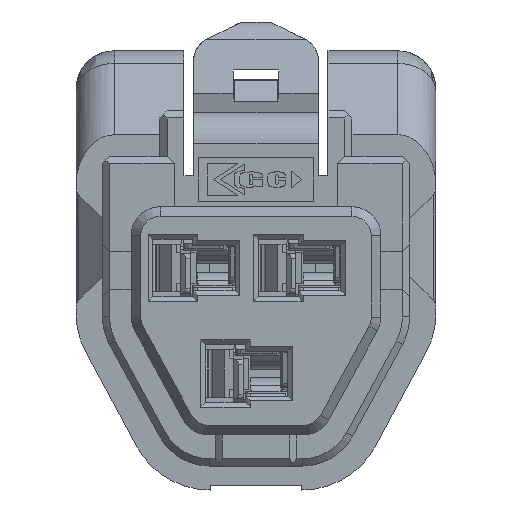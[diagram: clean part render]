
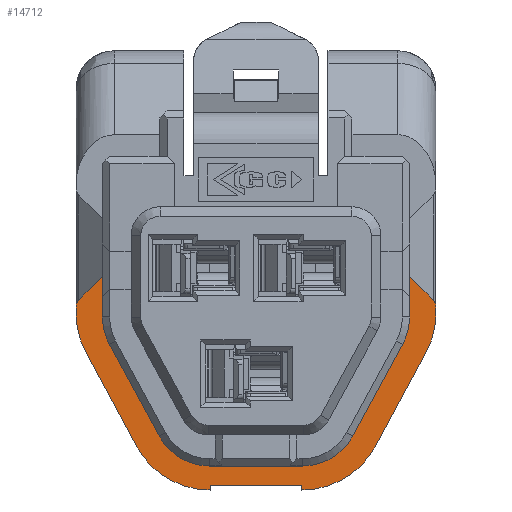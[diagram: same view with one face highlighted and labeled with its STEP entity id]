
A CAD part, front view. The second image highlights one B-rep face of the part: STEP entity #14712.
In plain terms, the highlighted planar face has unit normal (0, -1, 0).
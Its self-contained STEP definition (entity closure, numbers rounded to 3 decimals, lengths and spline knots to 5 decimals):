
#1843=DIRECTION('',(-0.707,0.,0.707));
#1844=VECTOR('',#1843,0.02736);
#1845=CARTESIAN_POINT('',(-10.81561,-1.18893,
2.1703));
#1846=LINE('',#1845,#1844);
#1858=DIRECTION('',(0.,0.,1.));
#1859=VECTOR('',#1858,0.00394);
#1860=CARTESIAN_POINT('',(-10.92335,-1.18893,
2.01457));
#1861=LINE('',#1860,#1859);
#1862=DIRECTION('',(-1.,0.,0.));
#1863=VECTOR('',#1862,0.07518);
#1864=CARTESIAN_POINT('',(-10.92335,-1.18893,
2.0185));
#1865=LINE('',#1864,#1863);
#1866=DIRECTION('',(0.,0.,1.));
#1867=VECTOR('',#1866,0.00394);
#1868=CARTESIAN_POINT('',(-10.99853,-1.18893,
2.01457));
#1869=LINE('',#1868,#1867);
#1870=CARTESIAN_POINT('',(-10.99853,-1.18893,
2.08346));
#1871=DIRECTION('',(0.,-1.,0.));
#1872=DIRECTION('',(-0.88,0.,-0.474));
#1873=AXIS2_PLACEMENT_3D('',#1870,#1871,#1872);
#1875=CARTESIAN_POINT('',(-11.03968,-1.18893,
2.15989));
#1876=DIRECTION('',(0.,-1.,0.));
#1877=DIRECTION('',(-1.,0.,0.));
#1878=AXIS2_PLACEMENT_3D('',#1875,#1876,#1877);
#1880=CARTESIAN_POINT('',(-11.1007,-1.18893,
2.16474));
#1881=DIRECTION('',(0.,-1.,0.));
#1882=DIRECTION('',(-0.707,0.,0.707));
#1883=AXIS2_PLACEMENT_3D('',#1880,#1881,#1882);
#1885=DIRECTION('',(0.,0.,-1.));
#1886=VECTOR('',#1885,0.03317);
#1887=CARTESIAN_POINT('',(-11.08692,-1.18893,
2.18965));
#1888=LINE('',#1887,#1886);
#1889=CARTESIAN_POINT('',(-11.03968,-1.18893,
2.15648));
#1890=DIRECTION('',(0.,1.,0.));
#1891=DIRECTION('',(-0.879,0.,-0.477));
#1892=AXIS2_PLACEMENT_3D('',#1889,#1890,#1891);
#1894=DIRECTION('',(-0.477,0.,0.879));
#1895=VECTOR('',#1894,0.08533);
#1896=CARTESIAN_POINT('',(-11.04049,-1.18893,
2.05896));
#1897=LINE('',#1896,#1895);
#1898=CARTESIAN_POINT('',(-10.99897,-1.18893,
2.0815));
#1899=DIRECTION('',(0.,1.,0.));
#1900=DIRECTION('',(0.,0.,-1.));
#1901=AXIS2_PLACEMENT_3D('',#1898,#1899,#1900);
#1903=CARTESIAN_POINT('',(-10.92291,-1.18893,
2.0815));
#1904=DIRECTION('',(0.,1.,0.));
#1905=DIRECTION('',(0.879,0.,-0.477));
#1906=AXIS2_PLACEMENT_3D('',#1903,#1904,#1905);
#1908=DIRECTION('',(-0.477,0.,-0.879));
#1909=VECTOR('',#1908,0.08533);
#1910=CARTESIAN_POINT('',(-10.84068,-1.18893,
2.13394));
#1911=LINE('',#1910,#1909);
#1912=CARTESIAN_POINT('',(-10.8822,-1.18893,
2.15648));
#1913=DIRECTION('',(0.,1.,0.));
#1914=DIRECTION('',(1.,0.,0.));
#1915=AXIS2_PLACEMENT_3D('',#1912,#1913,#1914);
#1917=DIRECTION('',(0.,0.,1.));
#1918=VECTOR('',#1917,0.03317);
#1919=CARTESIAN_POINT('',(-10.83495,-1.18893,
2.15648));
#1920=LINE('',#1919,#1918);
#1921=CARTESIAN_POINT('',(-10.82117,-1.18893,
2.16474));
#1922=DIRECTION('',(0.,-1.,0.));
#1923=DIRECTION('',(1.,0.,0.));
#1924=AXIS2_PLACEMENT_3D('',#1921,#1922,#1923);
#1926=DIRECTION('',(0.,0.,-1.));
#1927=VECTOR('',#1926,0.00485);
#1928=CARTESIAN_POINT('',(-10.8133,-1.18893,
2.16474));
#1929=LINE('',#1928,#1927);
#1930=CARTESIAN_POINT('',(-10.8822,-1.18893,
2.15989));
#1931=DIRECTION('',(0.,-1.,0.));
#1932=DIRECTION('',(0.88,0.,-0.474));
#1933=AXIS2_PLACEMENT_3D('',#1930,#1931,#1932);
#1935=DIRECTION('',(-0.474,0.,-0.88));
#1936=VECTOR('',#1935,0.0868);
#1937=CARTESIAN_POINT('',(-10.82154,-1.18893,
2.12723));
#1938=LINE('',#1937,#1936);
#1939=CARTESIAN_POINT('',(-10.92335,-1.18893,
2.08346));
#1940=DIRECTION('',(0.,-1.,0.));
#1941=DIRECTION('',(0.,0.,-1.));
#1942=AXIS2_PLACEMENT_3D('',#1939,#1940,#1941);
#6560=DIRECTION('',(1.,0.,0.));
#6561=VECTOR('',#6560,0.07606);
#6562=CARTESIAN_POINT('',(-10.99897,-1.18893,
2.03425));
#6563=LINE('',#6562,#6561);
#6731=DIRECTION('',(-0.707,0.,-0.707));
#6732=VECTOR('',#6731,0.02736);
#6733=CARTESIAN_POINT('',(-11.08692,-1.18893,
2.18965));
#6734=LINE('',#6733,#6732);
#6767=DIRECTION('',(0.,0.,-1.));
#6768=VECTOR('',#6767,0.00485);
#6769=CARTESIAN_POINT('',(-11.10858,-1.18893,
2.16474));
#6770=LINE('',#6769,#6768);
#6798=DIRECTION('',(0.474,0.,-0.88));
#6799=VECTOR('',#6798,0.0868);
#6800=CARTESIAN_POINT('',(-11.10034,-1.18893,
2.12723));
#6801=LINE('',#6800,#6799);
#8669=CARTESIAN_POINT('',(-11.0812,-1.18893,
2.13394));
#8670=CARTESIAN_POINT('',(-11.08692,-1.18893,
2.15648));
#8671=VERTEX_POINT('',#8669);
#8672=VERTEX_POINT('',#8670);
#8673=CARTESIAN_POINT('',(-11.04049,-1.18893,
2.05896));
#8674=VERTEX_POINT('',#8673);
#8675=CARTESIAN_POINT('',(-10.99897,-1.18893,
2.03425));
#8676=VERTEX_POINT('',#8675);
#8677=CARTESIAN_POINT('',(-10.92291,-1.18893,
2.03425));
#8678=VERTEX_POINT('',#8677);
#8679=CARTESIAN_POINT('',(-10.88139,-1.18893,
2.05896));
#8680=VERTEX_POINT('',#8679);
#8681=CARTESIAN_POINT('',(-10.84068,-1.18893,
2.13394));
#8682=VERTEX_POINT('',#8681);
#8683=CARTESIAN_POINT('',(-10.83495,-1.18893,
2.15648));
#8684=VERTEX_POINT('',#8683);
#9580=CARTESIAN_POINT('',(-10.82154,-1.18893,
2.12723));
#9581=CARTESIAN_POINT('',(-10.8133,-1.18893,
2.15989));
#9582=VERTEX_POINT('',#9580);
#9583=VERTEX_POINT('',#9581);
#9584=CARTESIAN_POINT('',(-11.10858,-1.18893,
2.15989));
#9585=CARTESIAN_POINT('',(-11.10034,-1.18893,
2.12723));
#9586=VERTEX_POINT('',#9584);
#9587=VERTEX_POINT('',#9585);
#9588=CARTESIAN_POINT('',(-11.05919,-1.18893,
2.0508));
#9589=VERTEX_POINT('',#9588);
#9590=CARTESIAN_POINT('',(-10.86269,-1.18893,
2.0508));
#9591=VERTEX_POINT('',#9590);
#9672=CARTESIAN_POINT('',(-11.08692,-1.18893,
2.18965));
#9674=VERTEX_POINT('',#9672);
#9677=CARTESIAN_POINT('',(-10.83495,-1.18893,
2.18965));
#9679=VERTEX_POINT('',#9677);
#9680=CARTESIAN_POINT('',(-11.10627,-1.18893,
2.1703));
#9682=VERTEX_POINT('',#9680);
#9684=CARTESIAN_POINT('',(-11.10858,-1.18893,
2.16474));
#9685=VERTEX_POINT('',#9684);
#9688=CARTESIAN_POINT('',(-10.8133,-1.18893,
2.16474));
#9689=CARTESIAN_POINT('',(-10.81561,-1.18893,
2.1703));
#9690=VERTEX_POINT('',#9688);
#9691=VERTEX_POINT('',#9689);
#10116=CARTESIAN_POINT('',(-10.92335,-1.18893,
2.01457));
#10117=CARTESIAN_POINT('',(-10.92335,-1.18893,
2.0185));
#10118=VERTEX_POINT('',#10116);
#10119=VERTEX_POINT('',#10117);
#10120=CARTESIAN_POINT('',(-10.99853,-1.18893,
2.0185));
#10121=VERTEX_POINT('',#10120);
#10122=CARTESIAN_POINT('',(-10.99853,-1.18893,
2.01457));
#10123=VERTEX_POINT('',#10122);
#14663=CARTESIAN_POINT('',(-10.96094,-1.18893,
2.08642));
#14664=DIRECTION('',(0.,1.,0.));
#14665=DIRECTION('',(-1.,0.,0.));
#14666=AXIS2_PLACEMENT_3D('',#14663,#14664,#14665);
#14667=PLANE('',#14666);
#14669=ORIENTED_EDGE('',*,*,#14668,.T.);
#14671=ORIENTED_EDGE('',*,*,#14670,.T.);
#14673=ORIENTED_EDGE('',*,*,#14672,.F.);
#14675=ORIENTED_EDGE('',*,*,#14674,.F.);
#14677=ORIENTED_EDGE('',*,*,#14676,.F.);
#14679=ORIENTED_EDGE('',*,*,#14678,.F.);
#14681=ORIENTED_EDGE('',*,*,#14680,.F.);
#14683=ORIENTED_EDGE('',*,*,#14682,.F.);
#14685=ORIENTED_EDGE('',*,*,#14684,.F.);
#14687=ORIENTED_EDGE('',*,*,#14686,.T.);
#14689=ORIENTED_EDGE('',*,*,#14688,.F.);
#14691=ORIENTED_EDGE('',*,*,#14690,.F.);
#14693=ORIENTED_EDGE('',*,*,#14692,.F.);
#14695=ORIENTED_EDGE('',*,*,#14694,.T.);
#14696=ORIENTED_EDGE('',*,*,#14483,.F.);
#14697=ORIENTED_EDGE('',*,*,#14506,.F.);
#14698=ORIENTED_EDGE('',*,*,#14568,.F.);
#14699=ORIENTED_EDGE('',*,*,#14588,.T.);
#14700=ORIENTED_EDGE('',*,*,#14626,.F.);
#14701=ORIENTED_EDGE('',*,*,#14646,.F.);
#14703=ORIENTED_EDGE('',*,*,#14702,.T.);
#14705=ORIENTED_EDGE('',*,*,#14704,.F.);
#14707=ORIENTED_EDGE('',*,*,#14706,.T.);
#14709=ORIENTED_EDGE('',*,*,#14708,.F.);
#14710=EDGE_LOOP('',(#14669,#14671,#14673,#14675,#14677,#14679,#14681,#14683,
#14685,#14687,#14689,#14691,#14693,#14695,#14696,#14697,#14698,#14699,#14700,
#14701,#14703,#14705,#14707,#14709));
#14711=FACE_OUTER_BOUND('',#14710,.F.);
#14712=ADVANCED_FACE('',(#14711),#14667,.F.);
#1874=CIRCLE('',#1873,0.0689);
#1879=CIRCLE('',#1878,0.0689);
#1884=CIRCLE('',#1883,0.00787);
#1893=CIRCLE('',#1892,0.04724);
#1902=CIRCLE('',#1901,0.04724);
#1907=CIRCLE('',#1906,0.04724);
#1916=CIRCLE('',#1915,0.04724);
#1925=CIRCLE('',#1924,0.00787);
#1934=CIRCLE('',#1933,0.0689);
#1943=CIRCLE('',#1942,0.0689);
#14483=EDGE_CURVE('',#8680,#8678,#1907,.T.);
#14506=EDGE_CURVE('',#8682,#8680,#1911,.T.);
#14568=EDGE_CURVE('',#8684,#8682,#1916,.T.);
#14588=EDGE_CURVE('',#8684,#9679,#1920,.T.);
#14626=EDGE_CURVE('',#9691,#9679,#1846,.T.);
#14646=EDGE_CURVE('',#9690,#9691,#1925,.T.);
#14668=EDGE_CURVE('',#10118,#10119,#1861,.T.);
#14670=EDGE_CURVE('',#10119,#10121,#1865,.T.);
#14672=EDGE_CURVE('',#10123,#10121,#1869,.T.);
#14674=EDGE_CURVE('',#9589,#10123,#1874,.T.);
#14676=EDGE_CURVE('',#9587,#9589,#6801,.T.);
#14678=EDGE_CURVE('',#9586,#9587,#1879,.T.);
#14680=EDGE_CURVE('',#9685,#9586,#6770,.T.);
#14682=EDGE_CURVE('',#9682,#9685,#1884,.T.);
#14684=EDGE_CURVE('',#9674,#9682,#6734,.T.);
#14686=EDGE_CURVE('',#9674,#8672,#1888,.T.);
#14688=EDGE_CURVE('',#8671,#8672,#1893,.T.);
#14690=EDGE_CURVE('',#8674,#8671,#1897,.T.);
#14692=EDGE_CURVE('',#8676,#8674,#1902,.T.);
#14694=EDGE_CURVE('',#8676,#8678,#6563,.T.);
#14702=EDGE_CURVE('',#9690,#9583,#1929,.T.);
#14704=EDGE_CURVE('',#9582,#9583,#1934,.T.);
#14706=EDGE_CURVE('',#9582,#9591,#1938,.T.);
#14708=EDGE_CURVE('',#10118,#9591,#1943,.T.);
